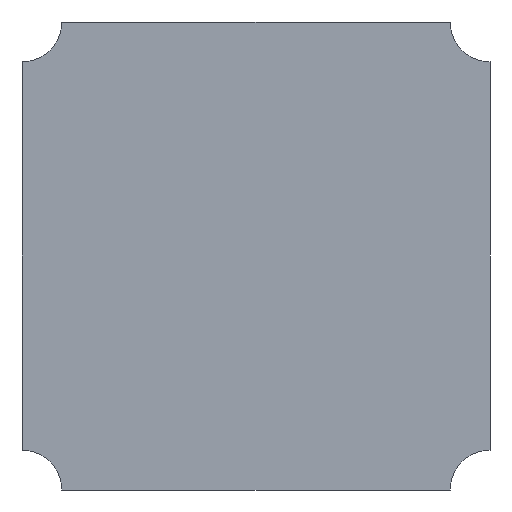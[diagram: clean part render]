
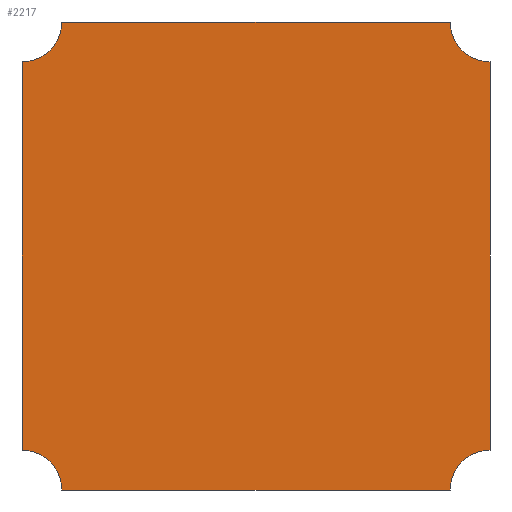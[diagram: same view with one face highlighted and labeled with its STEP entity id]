
A CAD part, front view. The second image highlights one B-rep face of the part: STEP entity #2217.
In plain terms, the highlighted planar face has unit normal (0, -1, 0).
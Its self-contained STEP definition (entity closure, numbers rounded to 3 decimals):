
#34=CIRCLE('',#2319,0.375);
#35=CIRCLE('',#2321,0.375);
#36=CIRCLE('',#2323,0.375);
#37=CIRCLE('',#2325,0.375);
#325=FACE_OUTER_BOUND('',#451,.T.);
#451=EDGE_LOOP('',(#1784,#1785,#1786,#1787,#1788,#1789,#1790,#1791));
#604=LINE('',#3814,#786);
#605=LINE('',#3815,#787);
#606=LINE('',#3816,#788);
#607=LINE('',#3817,#789);
#786=VECTOR('',#2517,10.);
#787=VECTOR('',#2518,10.);
#788=VECTOR('',#2519,10.);
#789=VECTOR('',#2520,10.);
#992=VERTEX_POINT('',#3790);
#993=VERTEX_POINT('',#3792);
#994=VERTEX_POINT('',#3796);
#995=VERTEX_POINT('',#3798);
#996=VERTEX_POINT('',#3802);
#997=VERTEX_POINT('',#3804);
#998=VERTEX_POINT('',#3808);
#999=VERTEX_POINT('',#3810);
#1271=EDGE_CURVE('',#993,#992,#34,.T.);
#1274=EDGE_CURVE('',#995,#994,#35,.T.);
#1277=EDGE_CURVE('',#997,#996,#36,.T.);
#1280=EDGE_CURVE('',#999,#998,#37,.T.);
#1282=EDGE_CURVE('',#992,#995,#604,.T.);
#1283=EDGE_CURVE('',#994,#999,#605,.T.);
#1284=EDGE_CURVE('',#998,#997,#606,.T.);
#1285=EDGE_CURVE('',#996,#993,#607,.T.);
#1784=ORIENTED_EDGE('',*,*,#1271,.T.);
#1785=ORIENTED_EDGE('',*,*,#1282,.T.);
#1786=ORIENTED_EDGE('',*,*,#1274,.T.);
#1787=ORIENTED_EDGE('',*,*,#1283,.T.);
#1788=ORIENTED_EDGE('',*,*,#1280,.T.);
#1789=ORIENTED_EDGE('',*,*,#1284,.T.);
#1790=ORIENTED_EDGE('',*,*,#1277,.T.);
#1791=ORIENTED_EDGE('',*,*,#1285,.T.);
#2127=PLANE('',#2326);
#2217=ADVANCED_FACE('',(#325),#2127,.F.);
#2319=AXIS2_PLACEMENT_3D('',#3793,#2494,#2495);
#2321=AXIS2_PLACEMENT_3D('',#3799,#2500,#2501);
#2323=AXIS2_PLACEMENT_3D('',#3805,#2506,#2507);
#2325=AXIS2_PLACEMENT_3D('',#3811,#2512,#2513);
#2326=AXIS2_PLACEMENT_3D('',#3813,#2515,#2516);
#2494=DIRECTION('center_axis',(0.,1.,0.));
#2495=DIRECTION('ref_axis',(-1.,0.,0.));
#2500=DIRECTION('center_axis',(0.,1.,0.));
#2501=DIRECTION('ref_axis',(-1.,0.,0.));
#2506=DIRECTION('center_axis',(0.,1.,0.));
#2507=DIRECTION('ref_axis',(-1.,0.,0.));
#2512=DIRECTION('center_axis',(0.,1.,0.));
#2513=DIRECTION('ref_axis',(-1.,0.,0.));
#2515=DIRECTION('center_axis',(0.,1.,0.));
#2516=DIRECTION('ref_axis',(1.,0.,0.));
#2517=DIRECTION('',(1.,0.,0.));
#2518=DIRECTION('',(0.,0.,1.));
#2519=DIRECTION('',(-1.,0.,0.));
#2520=DIRECTION('',(0.,0.,-1.));
#3790=CARTESIAN_POINT('',(0.375,0.,0.));
#3792=CARTESIAN_POINT('',(0.,0.,0.375));
#3793=CARTESIAN_POINT('Origin',(0.,0.,0.));
#3796=CARTESIAN_POINT('',(4.4,0.,0.375));
#3798=CARTESIAN_POINT('',(4.025,0.,0.));
#3799=CARTESIAN_POINT('Origin',(4.4,0.,0.));
#3802=CARTESIAN_POINT('',(0.,0.,4.025));
#3804=CARTESIAN_POINT('',(0.375,0.,4.4));
#3805=CARTESIAN_POINT('Origin',(0.,0.,4.4));
#3808=CARTESIAN_POINT('',(4.025,0.,4.4));
#3810=CARTESIAN_POINT('',(4.4,0.,4.025));
#3811=CARTESIAN_POINT('Origin',(4.4,0.,4.4));
#3813=CARTESIAN_POINT('Origin',(2.2,0.,2.2));
#3814=CARTESIAN_POINT('',(0.,0.,0.));
#3815=CARTESIAN_POINT('',(4.4,0.,0.));
#3816=CARTESIAN_POINT('',(4.4,0.,4.4));
#3817=CARTESIAN_POINT('',(0.,0.,4.4));
